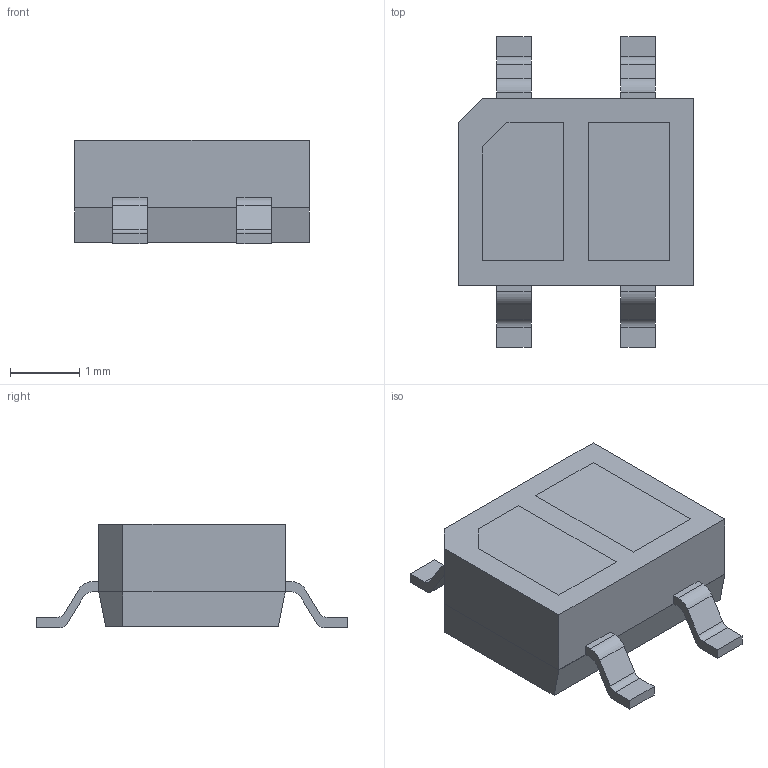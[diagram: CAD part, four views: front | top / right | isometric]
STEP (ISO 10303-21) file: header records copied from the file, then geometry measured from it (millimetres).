
FILE_DESCRIPTION (( 'STEP AP214' ), '1' );
FILE_NAME ('ATIR0721DS.STEP', '2023-03-24T17:06:46', ( '' ), ( '' ), 'SwSTEP 2.0', 'SolidWorks 2014', '' );
FILE_SCHEMA (( 'AUTOMOTIVE_DESIGN' ));
Length unit declared in the file: millimetre
Products named in the file (1): ATIR0721DS
Bounding box: 3.4 x 4.5 x 1.5 mm (x, y, z)
Volume: 13.6 mm3; surface area: 83.9 mm2
Topology: 4 solids, 4 shells, 84 faces, 228 edges, 152 vertices
Faces by surface type: plane 68, cylinder 16
Entity records: 2693 total; most frequent: CARTESIAN_POINT 465, ORIENTED_EDGE 456, DIRECTION 430, EDGE_CURVE 228, LINE 196, VECTOR 196, VERTEX_POINT 152, AXIS2_PLACEMENT_3D 117
